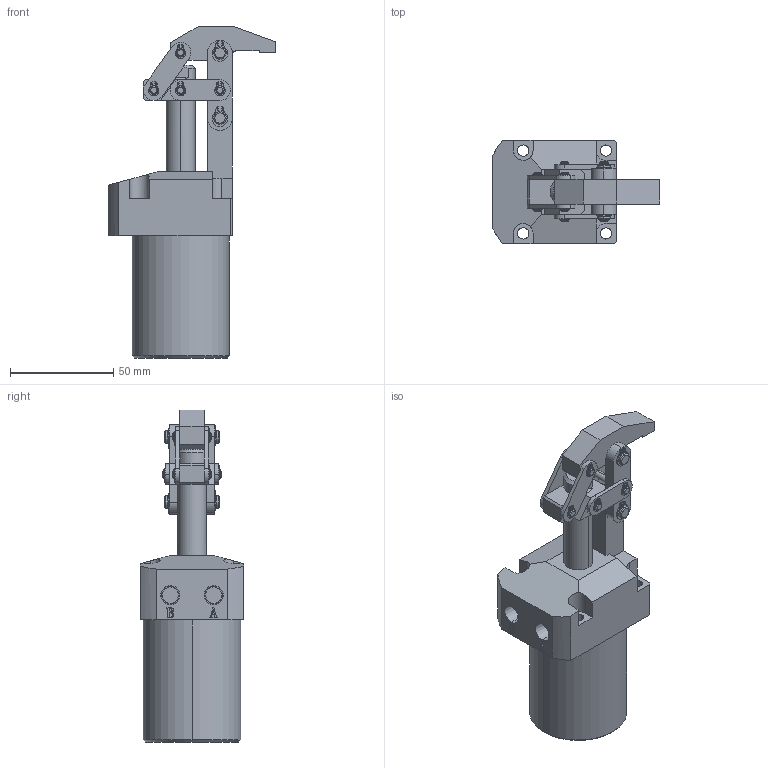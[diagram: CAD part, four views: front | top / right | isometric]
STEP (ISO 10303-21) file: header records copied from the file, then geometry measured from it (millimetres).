
FILE_DESCRIPTION (( 'STEP AP203' ), '1' );
FILE_NAME ('HLF5H-25G.STEP', '2019-10-12T09:08:14', ( '微软用户' ), ( '微软中国' ), 'SwSTEP 2.0', 'SolidWorks 2012', '' );
FILE_SCHEMA (( 'CONFIG_CONTROL_DESIGN' ));
Length unit declared in the file: millimetre
Products named in the file (13): HLF5H-25G; circlips for shaft--type a small gb_GB_CONNECTING_PIECE_RING_RRA 4; 酗种; 傻种; 湮酗种; HLF5H-25-酗蟀裝; HLF5H-25-揤旋; HLF5H-25-牉酗蟀裝; HLF5H-25-牉傻蟀裝; HLF5H-25-杶啣; HLF5H-25-活塞杆; HLF5H-25G掛极; circlips for shaft--type a small gb_GB_CONNECTING_PIECE_RING_RRA 6
Assembly tree (28 placements, depth 2):
  HLF5H-25G
    HLF5H-25G掛极
    HLF5H-25-活塞杆
    HLF5H-25-杶啣
    HLF5H-25-牉傻蟀裝  x2
    HLF5H-25-牉酗蟀裝  x2
    HLF5H-25-揤旋
    HLF5H-25-酗蟀裝  x2
    湮酗种  x2
    傻种  x2
    酗种  x2
    circlips for shaft--type a small gb_GB_CONNECTING_PIECE_RING_RRA 4  x8
    circlips for shaft--type a small gb_GB_CONNECTING_PIECE_RING_RRA 6  x4
Bounding box: 81 x 50 x 160.5 mm (x, y, z)
Volume: 195808.7 mm3; surface area: 50290.1 mm2
Topology: 28 solids, 28 shells, 644 faces, 1622 edges, 1068 vertices
Faces by surface type: cylinder 339, plane 251, cone 32, bspline 16, torus 6
Entity records: 13206 total; most frequent: CARTESIAN_POINT 2999, DIRECTION 1793, ORIENTED_EDGE 1702, EDGE_CURVE 851, AXIS2_PLACEMENT_3D 648, VERTEX_POINT 558, VECTOR 497, LINE 497
